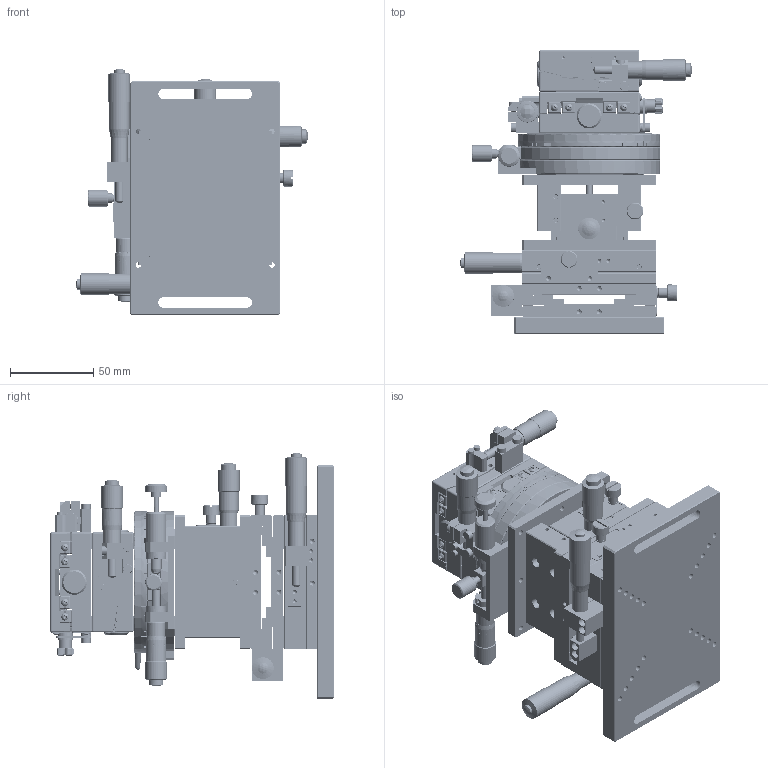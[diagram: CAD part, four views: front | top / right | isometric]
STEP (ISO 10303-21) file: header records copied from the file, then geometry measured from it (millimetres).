
FILE_DESCRIPTION (( 'STEP AP203' ), '1' );
FILE_NAME ('519355.STEP', '2025-08-05T01:39:51', ( 'Windows User' ), ( 'P R C' ), 'SwSTEP 2.0', 'SolidWorks 2020', '' );
FILE_SCHEMA (( 'CONFIG_CONTROL_DESIGN' ));
Length unit declared in the file: millimetre
Products named in the file (7): 518555; 519355; 518202; 516352; 518554; 517704; 518917
Assembly tree (6 placements, depth 2):
  519355
    516352
    518202
    517704
    518554
    518555
    518917
Bounding box: 139.1 x 170 x 147.44 mm (x, y, z)
Volume: 728818.3 mm3; surface area: 310583.2 mm2
Topology: 28 solids, 203 shells, 6635 faces, 18162 edges, 12083 vertices
Faces by surface type: plane 4074, cylinder 1305, cone 640, bspline 367, torus 219, sphere 30
Full cylindrical faces by diameter (mm): 0.6 x188, 1.2 x1, 1.567 x30, 1.6 x3, 2 x8, 2.013 x24, 2.2 x1, 2.4 x1, 2.459 x94, 2.5 x32, 2.8 x8, 3 x27, 3.2 x24, 3.242 x43, 3.3 x37, 3.4 x14, 3.5 x18, 3.8 x6, 4 x11, 4.2 x7, 4.3 x6, 4.35 x14, 4.4 x36, 4.5 x16, 5 x38, 5.5 x20, 5.7 x1, 5.96 x4, 6 x62, 6.5 x4
Entity records: 243587 total; most frequent: CARTESIAN_POINT 90910, ORIENTED_EDGE 30701, DIRECTION 29178, EDGE_CURVE 15771, VERTEX_POINT 11203, AXIS2_PLACEMENT_3D 10770, EDGE_LOOP 8901, FACE_OUTER_BOUND 7735
